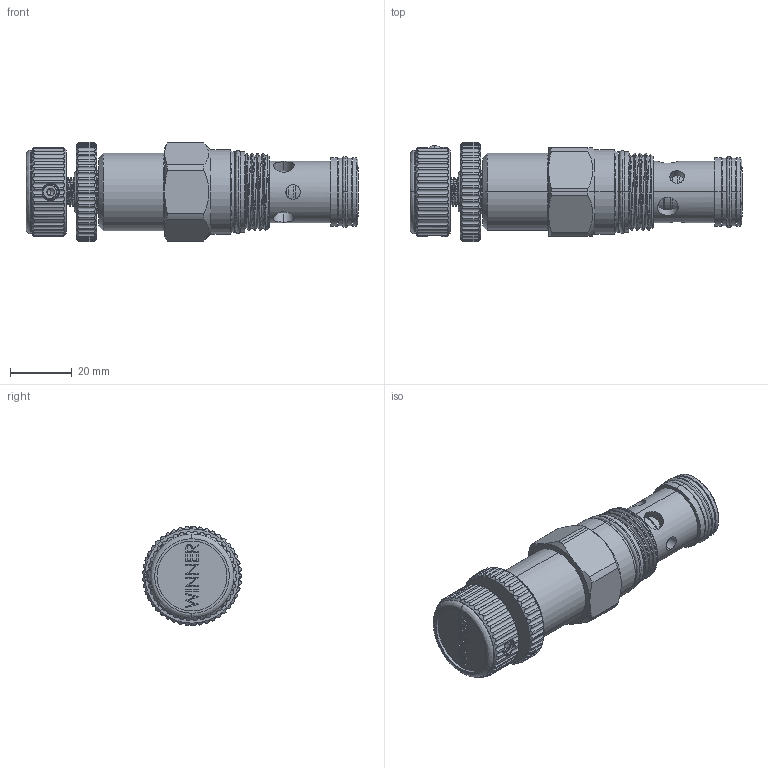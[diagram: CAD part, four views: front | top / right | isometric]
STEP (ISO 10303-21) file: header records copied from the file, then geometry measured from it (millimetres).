
FILE_DESCRIPTION (( 'STEP AP203' ), '1' );
FILE_NAME ('NV5A28-K.STEP', '2016-06-13T00:22:52', ( '' ), ( '' ), 'SwSTEP 2.0', 'SolidWorks 2012', '' );
FILE_SCHEMA (( 'CONFIG_CONTROL_DESIGN' ));
Products named in the file (1): NV5A28-K
Bounding box: 107.68 x 32.18 x 32.2 mm (x, y, z)
Surface area: 18866 mm2 (no closed solid volume)
Topology: 0 solids, 13 shells, 729 faces, 2028 edges, 1293 vertices
Faces by surface type: cylinder 419, plane 185, bspline 66, cone 59
Entity records: 36634 total; most frequent: CARTESIAN_POINT 19038, ORIENTED_EDGE 4007, DIRECTION 3302, EDGE_CURVE 2006, VERTEX_POINT 1293, AXIS2_PLACEMENT_3D 1273, EDGE_LOOP 781, VECTOR 756
